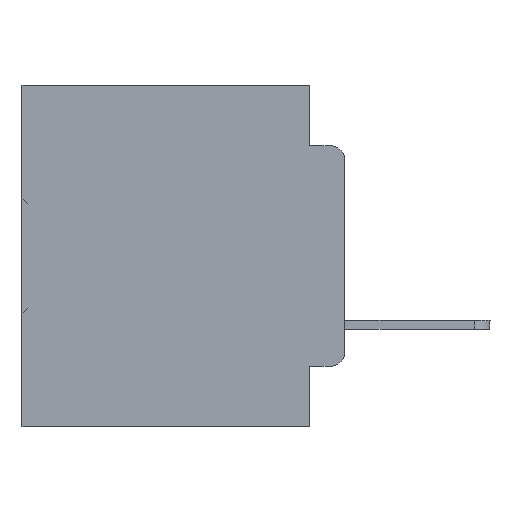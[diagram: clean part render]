
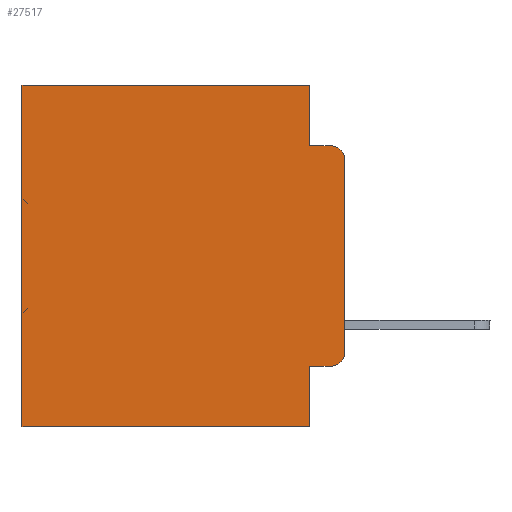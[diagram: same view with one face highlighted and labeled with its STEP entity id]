
A CAD part, left-side view. The second image highlights one B-rep face of the part: STEP entity #27517.
In plain terms, the highlighted planar face has unit normal (-1, 0, 0).
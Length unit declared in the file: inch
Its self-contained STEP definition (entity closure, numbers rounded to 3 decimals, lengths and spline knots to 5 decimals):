
#79 = ORIENTED_EDGE ( 'NONE', *, *, #22544, .T. ) ;
#988 = DIRECTION ( 'NONE',  ( 0., 0., -1. ) ) ;
#1222 = CARTESIAN_POINT ( 'NONE',  ( 0.298, 0.02, -0.3915 ) ) ;
#2683 = VECTOR ( 'NONE', #18210, 39.37008 ) ;
#2862 = EDGE_CURVE ( 'NONE', #35177, #18170, #4746, .T. ) ;
#3463 = ORIENTED_EDGE ( 'NONE', *, *, #21422, .T. ) ;
#4071 = AXIS2_PLACEMENT_3D ( 'NONE', #15442, #7284, #35545 ) ;
#4428 = CARTESIAN_POINT ( 'NONE',  ( 0.298, 0.02, -0.0885 ) ) ;
#4572 = DIRECTION ( 'NONE',  ( 0., -1., 0. ) ) ;
#4746 = LINE ( 'NONE', #20289, #33718 ) ;
#4868 = LINE ( 'NONE', #17940, #32551 ) ;
#4938 = CARTESIAN_POINT ( 'NONE',  ( 0.298, 0., 0. ) ) ;
#5700 = CIRCLE ( 'NONE', #20164, 0.02 ) ;
#6062 = CARTESIAN_POINT ( 'NONE',  ( 0.298, 0., 0. ) ) ;
#6441 = ORIENTED_EDGE ( 'NONE', *, *, #24251, .F. ) ;
#7005 = CARTESIAN_POINT ( 'NONE',  ( 0.298, 0.051, -0.4115 ) ) ;
#7284 = DIRECTION ( 'NONE',  ( -1., 0., 0. ) ) ;
#7999 = CARTESIAN_POINT ( 'NONE',  ( 0.298, 0.473, -0.5 ) ) ;
#8854 = LINE ( 'NONE', #20737, #33424 ) ;
#9383 = VECTOR ( 'NONE', #4572, 39.37008 ) ;
#10896 = AXIS2_PLACEMENT_3D ( 'NONE', #4938, #13509, #32019 ) ;
#11199 = DIRECTION ( 'NONE',  ( 0., -1., 0. ) ) ;
#11283 = ORIENTED_EDGE ( 'NONE', *, *, #17151, .F. ) ;
#11332 = LINE ( 'NONE', #6062, #13130 ) ;
#12018 = EDGE_CURVE ( 'NONE', #35177, #34384, #12123, .T. ) ;
#12123 = CIRCLE ( 'NONE', #4071, 0.02 ) ;
#12131 = EDGE_CURVE ( 'NONE', #35103, #28281, #14309, .T. ) ;
#12188 = LINE ( 'NONE', #14061, #32333 ) ;
#12773 = CARTESIAN_POINT ( 'NONE',  ( 0.298, 0.02, -0.4115 ) ) ;
#13130 = VECTOR ( 'NONE', #25749, 39.37008 ) ;
#13509 = DIRECTION ( 'NONE',  ( 1., 0., 0. ) ) ;
#14061 = CARTESIAN_POINT ( 'NONE',  ( 0.298, 0.051, -0.0885 ) ) ;
#14108 = LINE ( 'NONE', #23901, #35564 ) ;
#14309 = LINE ( 'NONE', #26966, #9383 ) ;
#14997 = LINE ( 'NONE', #32384, #2683 ) ;
#15442 = CARTESIAN_POINT ( 'NONE',  ( 0.298, 0.02, -0.1085 ) ) ;
#16207 = PLANE ( 'NONE',  #10896 ) ;
#16935 = EDGE_CURVE ( 'NONE', #30323, #33728, #14997, .T. ) ;
#17151 = EDGE_CURVE ( 'NONE', #35103, #34457, #4868, .T. ) ;
#17565 = VERTEX_POINT ( 'NONE', #24410 ) ;
#17940 = CARTESIAN_POINT ( 'NONE',  ( 0.298, 0.051, 0. ) ) ;
#18170 = VERTEX_POINT ( 'NONE', #31772 ) ;
#18210 = DIRECTION ( 'NONE',  ( 0., 0., -1. ) ) ;
#19450 = ORIENTED_EDGE ( 'NONE', *, *, #16935, .F. ) ;
#19512 = CARTESIAN_POINT ( 'NONE',  ( 0.298, 0.051, -0.5 ) ) ;
#20164 = AXIS2_PLACEMENT_3D ( 'NONE', #1222, #21353, #24163 ) ;
#20289 = CARTESIAN_POINT ( 'NONE',  ( 0.298, 0., 0. ) ) ;
#20737 = CARTESIAN_POINT ( 'NONE',  ( 0.298, 0.473, 0. ) ) ;
#20806 = ORIENTED_EDGE ( 'NONE', *, *, #31219, .T. ) ;
#21353 = DIRECTION ( 'NONE',  ( -1., 0., 0. ) ) ;
#21422 = EDGE_CURVE ( 'NONE', #17565, #28424, #8854, .T. ) ;
#22544 = EDGE_CURVE ( 'NONE', #28281, #18170, #5700, .T. ) ;
#23540 = ORIENTED_EDGE ( 'NONE', *, *, #12018, .T. ) ;
#23901 = CARTESIAN_POINT ( 'NONE',  ( 0.298, 0., -0.5 ) ) ;
#24163 = DIRECTION ( 'NONE',  ( 0., 0., -1. ) ) ;
#24251 = EDGE_CURVE ( 'NONE', #33728, #34384, #12188, .T. ) ;
#24410 = CARTESIAN_POINT ( 'NONE',  ( 0.298, 0.473, 0. ) ) ;
#24900 = EDGE_LOOP ( 'NONE', ( #31584, #23540, #6441, #19450, #20806, #3463, #31029, #11283, #33968, #79 ) ) ;
#25749 = DIRECTION ( 'NONE',  ( 0., 1., 0. ) ) ;
#26966 = CARTESIAN_POINT ( 'NONE',  ( 0.298, 0.051, -0.4115 ) ) ;
#27517 = ADVANCED_FACE ( 'NONE', ( #29596 ), #16207, .F. ) ;
#28281 = VERTEX_POINT ( 'NONE', #12773 ) ;
#28424 = VERTEX_POINT ( 'NONE', #7999 ) ;
#29596 = FACE_OUTER_BOUND ( 'NONE', #24900, .T. ) ;
#29668 = DIRECTION ( 'NONE',  ( 0., 1., 0. ) ) ;
#30323 = VERTEX_POINT ( 'NONE', #35140 ) ;
#31029 = ORIENTED_EDGE ( 'NONE', *, *, #33634, .F. ) ;
#31219 = EDGE_CURVE ( 'NONE', #30323, #17565, #11332, .T. ) ;
#31584 = ORIENTED_EDGE ( 'NONE', *, *, #2862, .F. ) ;
#31772 = CARTESIAN_POINT ( 'NONE',  ( 0.298, 0., -0.3915 ) ) ;
#32019 = DIRECTION ( 'NONE',  ( 0., 0., -1. ) ) ;
#32333 = VECTOR ( 'NONE', #11199, 39.37008 ) ;
#32384 = CARTESIAN_POINT ( 'NONE',  ( 0.298, 0.051, 0. ) ) ;
#32551 = VECTOR ( 'NONE', #988, 39.37008 ) ;
#33222 = CARTESIAN_POINT ( 'NONE',  ( 0.298, 0.051, -0.0885 ) ) ;
#33424 = VECTOR ( 'NONE', #35319, 39.37008 ) ;
#33634 = EDGE_CURVE ( 'NONE', #34457, #28424, #14108, .T. ) ;
#33718 = VECTOR ( 'NONE', #34323, 39.37008 ) ;
#33728 = VERTEX_POINT ( 'NONE', #33222 ) ;
#33968 = ORIENTED_EDGE ( 'NONE', *, *, #12131, .T. ) ;
#34323 = DIRECTION ( 'NONE',  ( 0., 0., -1. ) ) ;
#34384 = VERTEX_POINT ( 'NONE', #4428 ) ;
#34457 = VERTEX_POINT ( 'NONE', #19512 ) ;
#35103 = VERTEX_POINT ( 'NONE', #7005 ) ;
#35140 = CARTESIAN_POINT ( 'NONE',  ( 0.298, 0.051, 0. ) ) ;
#35177 = VERTEX_POINT ( 'NONE', #35642 ) ;
#35319 = DIRECTION ( 'NONE',  ( 0., 0., -1. ) ) ;
#35545 = DIRECTION ( 'NONE',  ( 0., 0., -1. ) ) ;
#35564 = VECTOR ( 'NONE', #29668, 39.37008 ) ;
#35642 = CARTESIAN_POINT ( 'NONE',  ( 0.298, 0., -0.1085 ) ) ;
